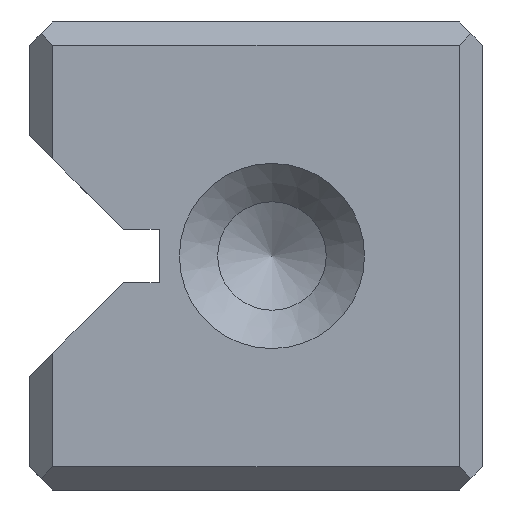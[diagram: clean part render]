
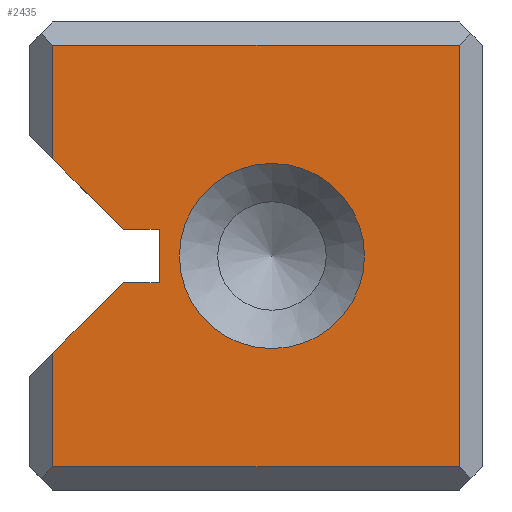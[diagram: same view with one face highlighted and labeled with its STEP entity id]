
A CAD part, left-side view. The second image highlights one B-rep face of the part: STEP entity #2435.
In plain terms, the highlighted planar face has unit normal (-1, 0, 0).
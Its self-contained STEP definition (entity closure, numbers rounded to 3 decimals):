
#2435=ADVANCED_FACE('',(#3256,#3257),#2781,.T.);
#2781=PLANE('',#8318);
#3013=CIRCLE('',#8317,4.35);
#3256=FACE_BOUND('',#3376,.T.);
#3257=FACE_BOUND('',#3377,.T.);
#3376=EDGE_LOOP('',(#4006));
#3377=EDGE_LOOP('',(#4007,#4008,#4009,#4010,#4011,#4012,#4013,#4014,#4015,
#4016));
#4006=ORIENTED_EDGE('',*,*,#6356,.T.);
#4007=ORIENTED_EDGE('',*,*,#6357,.T.);
#4008=ORIENTED_EDGE('',*,*,#6358,.T.);
#4009=ORIENTED_EDGE('',*,*,#6359,.T.);
#4010=ORIENTED_EDGE('',*,*,#6360,.T.);
#4011=ORIENTED_EDGE('',*,*,#6361,.F.);
#4012=ORIENTED_EDGE('',*,*,#6362,.F.);
#4013=ORIENTED_EDGE('',*,*,#6363,.F.);
#4014=ORIENTED_EDGE('',*,*,#6364,.F.);
#4015=ORIENTED_EDGE('',*,*,#6365,.T.);
#4016=ORIENTED_EDGE('',*,*,#6366,.T.);
#5758=VERTEX_POINT('',#10576);
#5759=VERTEX_POINT('',#10578);
#5760=VERTEX_POINT('',#10579);
#5761=VERTEX_POINT('',#10581);
#5762=VERTEX_POINT('',#10583);
#5763=VERTEX_POINT('',#10585);
#5764=VERTEX_POINT('',#10587);
#5765=VERTEX_POINT('',#10589);
#5766=VERTEX_POINT('',#10591);
#5767=VERTEX_POINT('',#10593);
#5768=VERTEX_POINT('',#10595);
#6356=EDGE_CURVE('',#5758,#5758,#3013,.T.);
#6357=EDGE_CURVE('',#5759,#5760,#7151,.T.);
#6358=EDGE_CURVE('',#5760,#5761,#7152,.T.);
#6359=EDGE_CURVE('',#5761,#5762,#7153,.T.);
#6360=EDGE_CURVE('',#5762,#5763,#7154,.T.);
#6361=EDGE_CURVE('',#5764,#5763,#7155,.T.);
#6362=EDGE_CURVE('',#5765,#5764,#7156,.T.);
#6363=EDGE_CURVE('',#5766,#5765,#7157,.T.);
#6364=EDGE_CURVE('',#5767,#5766,#7158,.T.);
#6365=EDGE_CURVE('',#5767,#5768,#7159,.T.);
#6366=EDGE_CURVE('',#5768,#5759,#7160,.T.);
#7151=LINE('',#10577,#7811);
#7152=LINE('',#10580,#7812);
#7153=LINE('',#10582,#7813);
#7154=LINE('',#10584,#7814);
#7155=LINE('',#10586,#7815);
#7156=LINE('',#10588,#7816);
#7157=LINE('',#10590,#7817);
#7158=LINE('',#10592,#7818);
#7159=LINE('',#10594,#7819);
#7160=LINE('',#10596,#7820);
#7811=VECTOR('',#8784,1.);
#7812=VECTOR('',#8785,1.);
#7813=VECTOR('',#8786,1.);
#7814=VECTOR('',#8787,1.);
#7815=VECTOR('',#8788,1.);
#7816=VECTOR('',#8789,1.);
#7817=VECTOR('',#8790,1.);
#7818=VECTOR('',#8791,1.);
#7819=VECTOR('',#8792,1.);
#7820=VECTOR('',#8793,1.);
#8317=AXIS2_PLACEMENT_3D('',#10575,#8782,#8783);
#8318=AXIS2_PLACEMENT_3D('',#10597,#8794,#8795);
#8782=DIRECTION('',(1.,0.,0.));
#8783=DIRECTION('',(0.,0.,-1.));
#8784=DIRECTION('',(0.,-1.,0.));
#8785=DIRECTION('',(0.,0.,1.));
#8786=DIRECTION('',(0.,1.,0.));
#8787=DIRECTION('',(0.,0.,-1.));
#8788=DIRECTION('',(0.,0.707,0.707));
#8789=DIRECTION('',(0.,1.,0.));
#8790=DIRECTION('',(0.,0.,1.));
#8791=DIRECTION('',(0.,-1.,0.));
#8792=DIRECTION('',(0.,0.707,-0.707));
#8793=DIRECTION('',(0.,0.,-1.));
#8794=DIRECTION('',(-1.,0.,0.));
#8795=DIRECTION('',(0.,0.,-1.));
#10575=CARTESIAN_POINT('',(0.,9.9,11.));
#10576=CARTESIAN_POINT('',(0.,9.9,6.65));
#10577=CARTESIAN_POINT('',(0.,10.65,1.1));
#10578=CARTESIAN_POINT('',(0.,20.2,1.1));
#10579=CARTESIAN_POINT('',(0.,1.1,1.1));
#10580=CARTESIAN_POINT('',(0.,1.1,0.));
#10581=CARTESIAN_POINT('',(0.,1.1,20.9));
#10582=CARTESIAN_POINT('',(0.,10.65,20.9));
#10583=CARTESIAN_POINT('',(0.,20.2,20.9));
#10584=CARTESIAN_POINT('',(0.,20.2,0.));
#10585=CARTESIAN_POINT('',(0.,20.2,15.564));
#10586=CARTESIAN_POINT('',(0.,7.643,3.007));
#10587=CARTESIAN_POINT('',(0.,16.886,12.25));
#10588=CARTESIAN_POINT('',(0.,10.65,12.25));
#10589=CARTESIAN_POINT('',(0.,15.2,12.25));
#10590=CARTESIAN_POINT('',(0.,15.2,0.));
#10591=CARTESIAN_POINT('',(0.,15.2,9.75));
#10592=CARTESIAN_POINT('',(0.,10.65,9.75));
#10593=CARTESIAN_POINT('',(0.,16.886,9.75));
#10594=CARTESIAN_POINT('',(0.,18.643,7.993));
#10595=CARTESIAN_POINT('',(0.,20.2,6.436));
#10596=CARTESIAN_POINT('',(0.,20.2,0.));
#10597=CARTESIAN_POINT('',(0.,10.65,0.));
